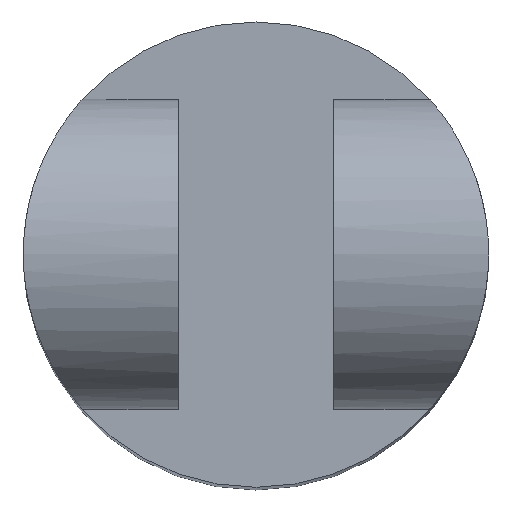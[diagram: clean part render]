
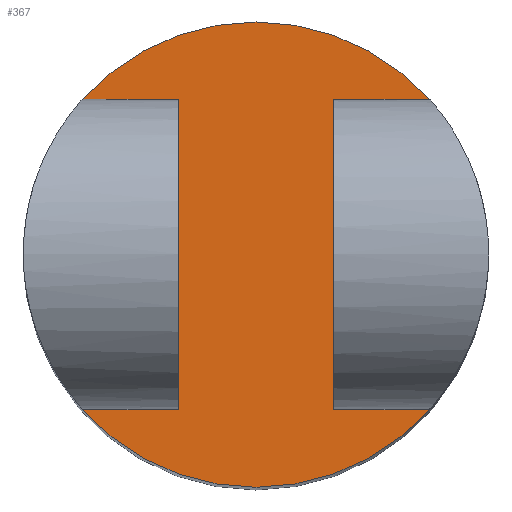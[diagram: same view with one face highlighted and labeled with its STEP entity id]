
A CAD part, top view. The second image highlights one B-rep face of the part: STEP entity #367.
In plain terms, the highlighted planar face has unit normal (0, 0, 1).
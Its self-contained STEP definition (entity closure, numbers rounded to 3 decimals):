
#6 = VECTOR ( 'NONE', #173, 1000. ) ;
#23 = DIRECTION ( 'NONE',  ( 1., 0., 0. ) ) ;
#29 = EDGE_CURVE ( 'NONE', #65, #125, #549, .T. ) ;
#42 = DIRECTION ( 'NONE',  ( 0., -1., 0. ) ) ;
#65 = VERTEX_POINT ( 'NONE', #480 ) ;
#67 = AXIS2_PLACEMENT_3D ( 'NONE', #462, #410, #543 ) ;
#85 = EDGE_CURVE ( 'NONE', #217, #65, #542, .T. ) ;
#114 = LINE ( 'NONE', #548, #967 ) ;
#125 = VERTEX_POINT ( 'NONE', #255 ) ;
#130 = VERTEX_POINT ( 'NONE', #264 ) ;
#140 = VECTOR ( 'NONE', #766, 1000. ) ;
#164 = DIRECTION ( 'NONE',  ( 1., 0., 0. ) ) ;
#167 = CARTESIAN_POINT ( 'NONE',  ( -7.5, 5., 50. ) ) ;
#173 = DIRECTION ( 'NONE',  ( 1., 0., 0. ) ) ;
#182 = CARTESIAN_POINT ( 'NONE',  ( -2.5, 0., 50. ) ) ;
#215 = EDGE_CURVE ( 'NONE', #130, #293, #461, .T. ) ;
#217 = VERTEX_POINT ( 'NONE', #302 ) ;
#252 = DIRECTION ( 'NONE',  ( 0., 0., 1. ) ) ;
#255 = CARTESIAN_POINT ( 'NONE',  ( -2.5, -5., 50. ) ) ;
#264 = CARTESIAN_POINT ( 'NONE',  ( 2.5, -5., 50. ) ) ;
#276 = CARTESIAN_POINT ( 'NONE',  ( 0., 0., 50. ) ) ;
#281 = CARTESIAN_POINT ( 'NONE',  ( 5.59, 5., 50. ) ) ;
#293 = VERTEX_POINT ( 'NONE', #444 ) ;
#302 = CARTESIAN_POINT ( 'NONE',  ( -5.59, 5., 50. ) ) ;
#312 = CIRCLE ( 'NONE', #67, 7.5 ) ;
#316 = PLANE ( 'NONE',  #514 ) ;
#328 = ORIENTED_EDGE ( 'NONE', *, *, #747, .T. ) ;
#330 = DIRECTION ( 'NONE',  ( 0., 0., 1. ) ) ;
#351 = VERTEX_POINT ( 'NONE', #387 ) ;
#367 = ADVANCED_FACE ( 'NONE', ( #464 ), #316, .T. ) ;
#378 = VERTEX_POINT ( 'NONE', #400 ) ;
#387 = CARTESIAN_POINT ( 'NONE',  ( 2.5, 5., 50. ) ) ;
#400 = CARTESIAN_POINT ( 'NONE',  ( -5.59, -5., 50. ) ) ;
#410 = DIRECTION ( 'NONE',  ( 0., 0., 1. ) ) ;
#420 = LINE ( 'NONE', #720, #695 ) ;
#433 = ORIENTED_EDGE ( 'NONE', *, *, #85, .T. ) ;
#436 = ORIENTED_EDGE ( 'NONE', *, *, #734, .F. ) ;
#444 = CARTESIAN_POINT ( 'NONE',  ( 5.59, -5., 50. ) ) ;
#461 = LINE ( 'NONE', #846, #140 ) ;
#462 = CARTESIAN_POINT ( 'NONE',  ( 0., 0., 50. ) ) ;
#464 = FACE_OUTER_BOUND ( 'NONE', #882, .T. ) ;
#465 = DIRECTION ( 'NONE',  ( 1., 0., 0. ) ) ;
#475 = DIRECTION ( 'NONE',  ( 0., -1., 0. ) ) ;
#480 = CARTESIAN_POINT ( 'NONE',  ( -2.5, 5., 50. ) ) ;
#481 = DIRECTION ( 'NONE',  ( 1., 0., 0. ) ) ;
#492 = VECTOR ( 'NONE', #465, 1000. ) ;
#509 = EDGE_CURVE ( 'NONE', #378, #125, #114, .T. ) ;
#514 = AXIS2_PLACEMENT_3D ( 'NONE', #776, #252, #23 ) ;
#536 = LINE ( 'NONE', #167, #492 ) ;
#542 = LINE ( 'NONE', #853, #6 ) ;
#543 = DIRECTION ( 'NONE',  ( 1., 0., 0. ) ) ;
#548 = CARTESIAN_POINT ( 'NONE',  ( -7.5, -5., 50. ) ) ;
#549 = LINE ( 'NONE', #182, #784 ) ;
#579 = ORIENTED_EDGE ( 'NONE', *, *, #843, .T. ) ;
#581 = EDGE_CURVE ( 'NONE', #378, #293, #312, .T. ) ;
#615 = ORIENTED_EDGE ( 'NONE', *, *, #215, .F. ) ;
#638 = ORIENTED_EDGE ( 'NONE', *, *, #581, .T. ) ;
#648 = CIRCLE ( 'NONE', #954, 7.5 ) ;
#695 = VECTOR ( 'NONE', #42, 1000. ) ;
#720 = CARTESIAN_POINT ( 'NONE',  ( 2.5, 0., 50. ) ) ;
#734 = EDGE_CURVE ( 'NONE', #351, #130, #420, .T. ) ;
#747 = EDGE_CURVE ( 'NONE', #848, #217, #648, .T. ) ;
#766 = DIRECTION ( 'NONE',  ( 1., 0., 0. ) ) ;
#776 = CARTESIAN_POINT ( 'NONE',  ( 0., 0., 50. ) ) ;
#784 = VECTOR ( 'NONE', #475, 1000. ) ;
#843 = EDGE_CURVE ( 'NONE', #351, #848, #536, .T. ) ;
#846 = CARTESIAN_POINT ( 'NONE',  ( -7.5, -5., 50. ) ) ;
#848 = VERTEX_POINT ( 'NONE', #281 ) ;
#853 = CARTESIAN_POINT ( 'NONE',  ( -7.5, 5., 50. ) ) ;
#882 = EDGE_LOOP ( 'NONE', ( #960, #638, #615, #436, #579, #328, #433, #985 ) ) ;
#954 = AXIS2_PLACEMENT_3D ( 'NONE', #276, #330, #164 ) ;
#960 = ORIENTED_EDGE ( 'NONE', *, *, #509, .F. ) ;
#967 = VECTOR ( 'NONE', #481, 1000. ) ;
#985 = ORIENTED_EDGE ( 'NONE', *, *, #29, .T. ) ;
